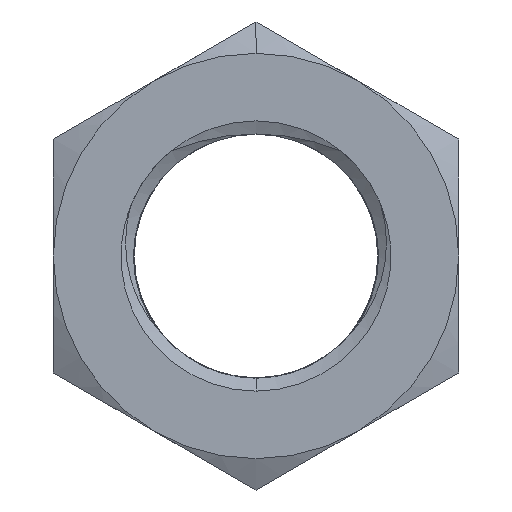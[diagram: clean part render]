
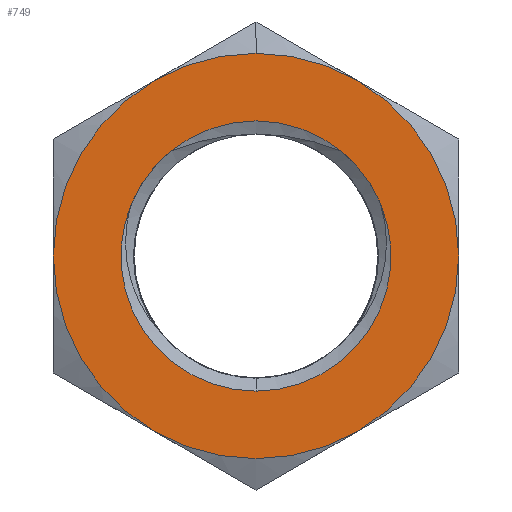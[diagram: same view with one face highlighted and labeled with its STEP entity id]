
A CAD part, front view. The second image highlights one B-rep face of the part: STEP entity #749.
In plain terms, the highlighted planar face has unit normal (0, -1, 0).
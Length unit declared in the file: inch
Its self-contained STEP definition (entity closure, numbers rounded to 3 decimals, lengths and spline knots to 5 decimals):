
#93 = CARTESIAN_POINT ( 'NONE',  ( 0., 0., 0. ) ) ;
#123 = DIRECTION ( 'NONE',  ( 0., -1., 0. ) ) ;
#182 = DIRECTION ( 'NONE',  ( 0., 0., -1. ) ) ;
#263 = EDGE_CURVE ( 'NONE', #3403, #992, #3578, .T. ) ;
#277 = AXIS2_PLACEMENT_3D ( 'NONE', #93, #123, #3151 ) ;
#284 = ORIENTED_EDGE ( 'NONE', *, *, #4269, .F. ) ;
#298 = CARTESIAN_POINT ( 'NONE',  ( 0., 0., 0. ) ) ;
#321 = ORIENTED_EDGE ( 'NONE', *, *, #2899, .F. ) ;
#356 = ORIENTED_EDGE ( 'NONE', *, *, #1301, .T. ) ;
#411 = DIRECTION ( 'NONE',  ( 0., 1., 0. ) ) ;
#442 = CIRCLE ( 'NONE', #4746, 0.375 ) ;
#656 = CARTESIAN_POINT ( 'NONE',  ( 0., 0., 0. ) ) ;
#723 = ORIENTED_EDGE ( 'NONE', *, *, #2320, .F. ) ;
#749 = ADVANCED_FACE ( 'NONE', ( #3882, #4603 ), #1193, .F. ) ;
#759 = DIRECTION ( 'NONE',  ( 0., -1., 0. ) ) ;
#815 = DIRECTION ( 'NONE',  ( 0., -1., 0. ) ) ;
#824 = EDGE_CURVE ( 'NONE', #1299, #2836, #2975, .T. ) ;
#890 = CARTESIAN_POINT ( 'NONE',  ( 0., 0., 0. ) ) ;
#893 = EDGE_CURVE ( 'NONE', #4075, #3044, #1854, .T. ) ;
#992 = VERTEX_POINT ( 'NONE', #1765 ) ;
#1015 = DIRECTION ( 'NONE',  ( 0., 0., -1. ) ) ;
#1033 = DIRECTION ( 'NONE',  ( 0., 0., -1. ) ) ;
#1120 = CIRCLE ( 'NONE', #1653, 0.25 ) ;
#1151 = DIRECTION ( 'NONE',  ( 0., -1., 0. ) ) ;
#1156 = AXIS2_PLACEMENT_3D ( 'NONE', #2586, #1442, #1825 ) ;
#1193 = PLANE ( 'NONE',  #4702 ) ;
#1195 = CARTESIAN_POINT ( 'NONE',  ( 0., 0., 0. ) ) ;
#1238 = CARTESIAN_POINT ( 'NONE',  ( 0.15684, 0., 0.19468 ) ) ;
#1287 = CARTESIAN_POINT ( 'NONE',  ( 0., 0., 0. ) ) ;
#1299 = VERTEX_POINT ( 'NONE', #2437 ) ;
#1301 = EDGE_CURVE ( 'NONE', #2223, #1299, #442, .T. ) ;
#1304 = VERTEX_POINT ( 'NONE', #3206 ) ;
#1408 = DIRECTION ( 'NONE',  ( 0., -1., 0. ) ) ;
#1442 = DIRECTION ( 'NONE',  ( 0., -1., 0. ) ) ;
#1517 = DIRECTION ( 'NONE',  ( 0., 0., -1. ) ) ;
#1546 = CARTESIAN_POINT ( 'NONE',  ( 0.375, 0., 0. ) ) ;
#1583 = EDGE_CURVE ( 'NONE', #2836, #3646, #1911, .T. ) ;
#1586 = CARTESIAN_POINT ( 'NONE',  ( 0.1875, 0., -0.32476 ) ) ;
#1602 = CARTESIAN_POINT ( 'NONE',  ( 0., 0., 0. ) ) ;
#1603 = VERTEX_POINT ( 'NONE', #3065 ) ;
#1626 = ORIENTED_EDGE ( 'NONE', *, *, #263, .T. ) ;
#1653 = AXIS2_PLACEMENT_3D ( 'NONE', #2614, #759, #1517 ) ;
#1765 = CARTESIAN_POINT ( 'NONE',  ( 0.1875, 0., 0.32476 ) ) ;
#1825 = DIRECTION ( 'NONE',  ( 0., 0., -1. ) ) ;
#1854 = CIRCLE ( 'NONE', #2602, 0.25 ) ;
#1911 = CIRCLE ( 'NONE', #4415, 0.375 ) ;
#1923 = CARTESIAN_POINT ( 'NONE',  ( 0., 0., 0. ) ) ;
#2013 = AXIS2_PLACEMENT_3D ( 'NONE', #298, #1408, #1015 ) ;
#2033 = CIRCLE ( 'NONE', #4152, 0.375 ) ;
#2124 = AXIS2_PLACEMENT_3D ( 'NONE', #656, #4824, #1033 ) ;
#2223 = VERTEX_POINT ( 'NONE', #3212 ) ;
#2304 = DIRECTION ( 'NONE',  ( 0., 0., 1. ) ) ;
#2320 = EDGE_CURVE ( 'NONE', #2666, #4075, #3981, .T. ) ;
#2338 = CARTESIAN_POINT ( 'NONE',  ( 0., 0., -0.43301 ) ) ;
#2341 = ORIENTED_EDGE ( 'NONE', *, *, #824, .T. ) ;
#2356 = DIRECTION ( 'NONE',  ( 0., 0., -1. ) ) ;
#2432 = CARTESIAN_POINT ( 'NONE',  ( -0.23003, 0., 0.0979 ) ) ;
#2437 = CARTESIAN_POINT ( 'NONE',  ( -0.375, 0., 0. ) ) ;
#2462 = EDGE_LOOP ( 'NONE', ( #284, #4329, #723, #321, #3294 ) ) ;
#2492 = DIRECTION ( 'NONE',  ( 0., -1., 0. ) ) ;
#2554 = CIRCLE ( 'NONE', #2124, 0.25 ) ;
#2586 = CARTESIAN_POINT ( 'NONE',  ( 0., 0., 0. ) ) ;
#2602 = AXIS2_PLACEMENT_3D ( 'NONE', #4787, #2492, #4950 ) ;
#2614 = CARTESIAN_POINT ( 'NONE',  ( 0., 0., 0. ) ) ;
#2627 = DIRECTION ( 'NONE',  ( 0., 0., -1. ) ) ;
#2639 = AXIS2_PLACEMENT_3D ( 'NONE', #2668, #815, #2627 ) ;
#2666 = VERTEX_POINT ( 'NONE', #2432 ) ;
#2668 = CARTESIAN_POINT ( 'NONE',  ( 0., 0., 0. ) ) ;
#2785 = EDGE_CURVE ( 'NONE', #992, #1304, #4010, .T. ) ;
#2796 = DIRECTION ( 'NONE',  ( 0., -1., 0. ) ) ;
#2836 = VERTEX_POINT ( 'NONE', #4080 ) ;
#2899 = EDGE_CURVE ( 'NONE', #1603, #2666, #4798, .T. ) ;
#2973 = EDGE_CURVE ( 'NONE', #4051, #1603, #1120, .T. ) ;
#2975 = CIRCLE ( 'NONE', #277, 0.375 ) ;
#3003 = ORIENTED_EDGE ( 'NONE', *, *, #1583, .T. ) ;
#3044 = VERTEX_POINT ( 'NONE', #4125 ) ;
#3065 = CARTESIAN_POINT ( 'NONE',  ( -0.15684, 0., 0.19468 ) ) ;
#3100 = DIRECTION ( 'NONE',  ( 0., -1., 0. ) ) ;
#3101 = ORIENTED_EDGE ( 'NONE', *, *, #4046, .T. ) ;
#3116 = DIRECTION ( 'NONE',  ( 0., -1., 0. ) ) ;
#3151 = DIRECTION ( 'NONE',  ( 0., 0., -1. ) ) ;
#3173 = EDGE_CURVE ( 'NONE', #1304, #2223, #4248, .T. ) ;
#3206 = CARTESIAN_POINT ( 'NONE',  ( 0., 0., 0.375 ) ) ;
#3212 = CARTESIAN_POINT ( 'NONE',  ( -0.1875, 0., 0.32476 ) ) ;
#3294 = ORIENTED_EDGE ( 'NONE', *, *, #2973, .F. ) ;
#3331 = ORIENTED_EDGE ( 'NONE', *, *, #2785, .T. ) ;
#3403 = VERTEX_POINT ( 'NONE', #1546 ) ;
#3575 = AXIS2_PLACEMENT_3D ( 'NONE', #1923, #1151, #4159 ) ;
#3578 = CIRCLE ( 'NONE', #2639, 0.375 ) ;
#3646 = VERTEX_POINT ( 'NONE', #1586 ) ;
#3870 = CARTESIAN_POINT ( 'NONE',  ( 0., 0., -0.25 ) ) ;
#3882 = FACE_BOUND ( 'NONE', #2462, .T. ) ;
#3981 = CIRCLE ( 'NONE', #2013, 0.25 ) ;
#4010 = CIRCLE ( 'NONE', #1156, 0.375 ) ;
#4020 = EDGE_LOOP ( 'NONE', ( #3331, #4656, #356, #2341, #3003, #3101, #1626 ) ) ;
#4046 = EDGE_CURVE ( 'NONE', #3646, #3403, #2033, .T. ) ;
#4051 = VERTEX_POINT ( 'NONE', #1238 ) ;
#4075 = VERTEX_POINT ( 'NONE', #3870 ) ;
#4080 = CARTESIAN_POINT ( 'NONE',  ( -0.1875, 0., -0.32476 ) ) ;
#4125 = CARTESIAN_POINT ( 'NONE',  ( 0.23003, 0., 0.0979 ) ) ;
#4152 = AXIS2_PLACEMENT_3D ( 'NONE', #890, #4321, #2356 ) ;
#4159 = DIRECTION ( 'NONE',  ( 0., 0., -1. ) ) ;
#4248 = CIRCLE ( 'NONE', #4898, 0.375 ) ;
#4259 = DIRECTION ( 'NONE',  ( 0., 0., -1. ) ) ;
#4269 = EDGE_CURVE ( 'NONE', #3044, #4051, #2554, .T. ) ;
#4321 = DIRECTION ( 'NONE',  ( 0., -1., 0. ) ) ;
#4329 = ORIENTED_EDGE ( 'NONE', *, *, #893, .F. ) ;
#4415 = AXIS2_PLACEMENT_3D ( 'NONE', #1602, #3116, #4259 ) ;
#4603 = FACE_OUTER_BOUND ( 'NONE', #4020, .T. ) ;
#4620 = DIRECTION ( 'NONE',  ( 0., 0., -1. ) ) ;
#4656 = ORIENTED_EDGE ( 'NONE', *, *, #3173, .T. ) ;
#4702 = AXIS2_PLACEMENT_3D ( 'NONE', #2338, #411, #2304 ) ;
#4746 = AXIS2_PLACEMENT_3D ( 'NONE', #1287, #2796, #182 ) ;
#4787 = CARTESIAN_POINT ( 'NONE',  ( 0., 0., 0. ) ) ;
#4798 = CIRCLE ( 'NONE', #3575, 0.25 ) ;
#4824 = DIRECTION ( 'NONE',  ( 0., -1., 0. ) ) ;
#4898 = AXIS2_PLACEMENT_3D ( 'NONE', #1195, #3100, #4620 ) ;
#4950 = DIRECTION ( 'NONE',  ( 0., 0., -1. ) ) ;
